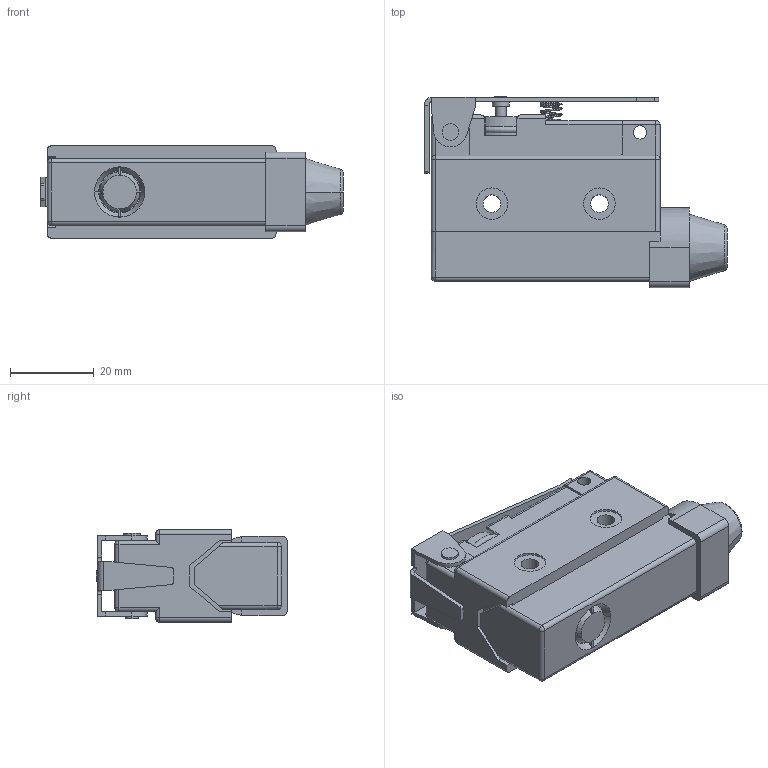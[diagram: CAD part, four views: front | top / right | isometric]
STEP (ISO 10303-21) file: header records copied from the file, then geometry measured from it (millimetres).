
FILE_DESCRIPTION((''),'2;1');
FILE_NAME('1','2024-11-20T',('Administrator'),('zyb.com'),'PRO/ENGINEER BY PARAMETRIC TECHNOLOGY CORPORATION, 2010280','PRO/ENGINEER BY PARAMETRIC TECHNOLOGY CORPORATION, 2010280','');
FILE_SCHEMA(('CONFIG_CONTROL_DESIGN'));
Length unit declared in the file: millimetre
Products named in the file (1): 1
Bounding box: 72.05 x 45.6 x 22 mm (x, y, z)
Volume: 43095.4 mm3; surface area: 12648.2 mm2
Topology: 2 solids, 2 shells, 252 faces, 648 edges, 410 vertices
Faces by surface type: plane 117, cylinder 96, bspline 14, sphere 10, cone 8, torus 7
Entity records: 10011 total; most frequent: CARTESIAN_POINT 3760, DIRECTION 1305, ORIENTED_EDGE 1296, EDGE_CURVE 648, AXIS2_PLACEMENT_3D 465, VERTEX_POINT 410, VECTOR 375, LINE 375
